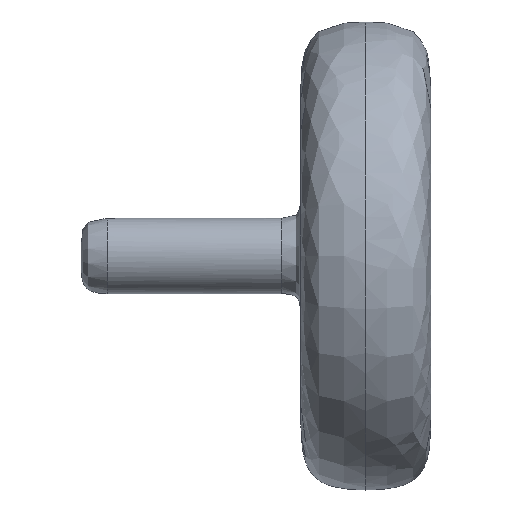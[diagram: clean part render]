
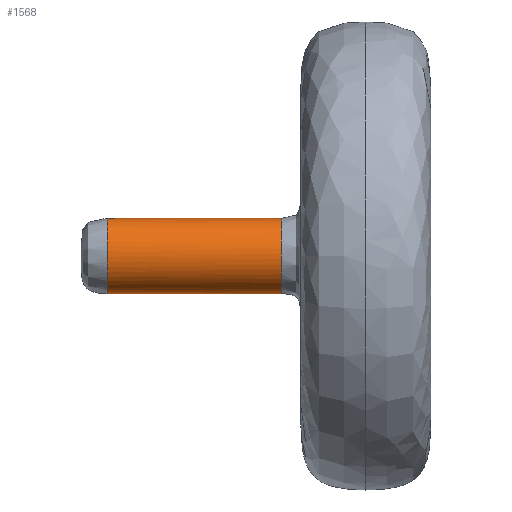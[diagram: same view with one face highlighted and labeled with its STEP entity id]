
A CAD part, front view. The second image highlights one B-rep face of the part: STEP entity #1568.
In plain terms, the highlighted cylindrical face has radius 1.45 mm (diameter 2.9 mm), a full revolution.
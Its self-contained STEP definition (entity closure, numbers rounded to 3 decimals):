
#150=B_SPLINE_CURVE_WITH_KNOTS('',3,(#3472,#3473,#3474,#3475,#3476,#3477,
#3478,#3479,#3480,#3481),.UNSPECIFIED.,.T.,.F.,(4,1,1,1,1,1,1,4),(0.,0.197,
0.393,0.59,0.786,0.983,
1.179,1.376),.UNSPECIFIED.);
#151=B_SPLINE_CURVE_WITH_KNOTS('',3,(#3484,#3485,#3486,#3487,#3488,#3489,
#3490,#3491,#3492,#3493),.UNSPECIFIED.,.T.,.F.,(4,1,1,1,1,1,1,4),(0.,0.04,
0.08,0.121,0.161,0.201,
0.241,0.281),.UNSPECIFIED.);
#248=FACE_OUTER_BOUND('',#325,.T.);
#325=EDGE_LOOP('',(#1387,#1388,#1389,#1390));
#415=LINE('',#3494,#506);
#506=VECTOR('',#1957,1.25);
#723=VERTEX_POINT('',#3458);
#724=VERTEX_POINT('',#3483);
#962=EDGE_CURVE('',#723,#723,#150,.T.);
#963=EDGE_CURVE('',#724,#724,#151,.T.);
#964=EDGE_CURVE('',#724,#723,#415,.T.);
#1387=ORIENTED_EDGE('',*,*,#963,.F.);
#1388=ORIENTED_EDGE('',*,*,#964,.T.);
#1389=ORIENTED_EDGE('',*,*,#962,.F.);
#1390=ORIENTED_EDGE('',*,*,#964,.F.);
#1504=CYLINDRICAL_SURFACE('',#1676,1.45);
#1568=ADVANCED_FACE('',(#248),#1504,.T.);
#1676=AXIS2_PLACEMENT_3D('',#3482,#1955,#1956);
#1955=DIRECTION('center_axis',(-1.,0.,0.));
#1956=DIRECTION('ref_axis',(0.,0.,
1.));
#1957=DIRECTION('',(1.,0.,0.));
#3458=CARTESIAN_POINT('',(6.2,-9.45,-7.95));
#3472=CARTESIAN_POINT('Ctrl Pts',(6.2,-9.45,-7.95));
#3473=CARTESIAN_POINT('Ctrl Pts',(6.2,-9.016,-7.95));
#3474=CARTESIAN_POINT('Ctrl Pts',(6.2,-8.151,-7.534));
#3475=CARTESIAN_POINT('Ctrl Pts',(6.2,-7.834,-6.131));
#3476=CARTESIAN_POINT('Ctrl Pts',(6.2,-8.729,-5.002));
#3477=CARTESIAN_POINT('Ctrl Pts',(6.2,-10.169,-5.007));
#3478=CARTESIAN_POINT('Ctrl Pts',(6.2,-11.071,-6.13));
#3479=CARTESIAN_POINT('Ctrl Pts',(6.2,-10.746,-7.534));
#3480=CARTESIAN_POINT('Ctrl Pts',(6.2,-9.884,-7.95));
#3481=CARTESIAN_POINT('Ctrl Pts',(6.2,-9.45,-7.95));
#3482=CARTESIAN_POINT('Origin',(2.95,-9.45,-6.5));
#3483=CARTESIAN_POINT('',(-0.5,-9.45,-7.95));
#3484=CARTESIAN_POINT('Ctrl Pts',(-0.5,-9.45,-7.95));
#3485=CARTESIAN_POINT('Ctrl Pts',(-0.5,-9.884,
-7.95));
#3486=CARTESIAN_POINT('Ctrl Pts',(-0.5,-10.749,
-7.534));
#3487=CARTESIAN_POINT('Ctrl Pts',(-0.5,-11.065,
-6.131));
#3488=CARTESIAN_POINT('Ctrl Pts',(-0.5,-10.17,
-5.001));
#3489=CARTESIAN_POINT('Ctrl Pts',(-0.5,-8.73,
-5.007));
#3490=CARTESIAN_POINT('Ctrl Pts',(-0.5,-7.828,
-6.129));
#3491=CARTESIAN_POINT('Ctrl Pts',(-0.5,-8.154,
-7.534));
#3492=CARTESIAN_POINT('Ctrl Pts',(-0.5,-9.016,-7.95));
#3493=CARTESIAN_POINT('Ctrl Pts',(-0.5,-9.45,-7.95));
#3494=CARTESIAN_POINT('',(2.95,-9.45,-7.95));
